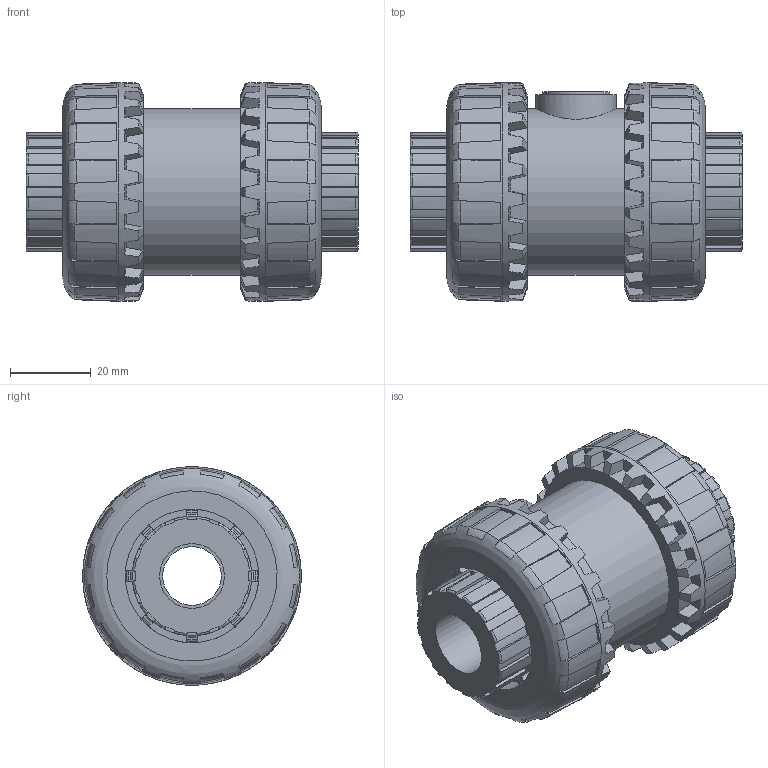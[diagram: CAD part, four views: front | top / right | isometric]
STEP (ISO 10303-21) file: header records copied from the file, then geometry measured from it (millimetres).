
FILE_DESCRIPTION(/* description */ (''),/* implementation_level */ '2;1');
FILE_NAME(/* name */ 'SXEIV016E.iam.stp',/* time_stamp */ '2013-10-01T10:25:23+02:00',/* author */ ('bfaro'),/* organization */ (''),/* preprocessor_version */ 'ST-DEVELOPER v15.2',/* originating_system */ 'Autodesk Inventor 2014',/* authorisation */ '');
FILE_SCHEMA (('AUTOMOTIVE_DESIGN { 1 0 10303 214 3 1 1 }'));
Length unit declared in the file: millimetre
Products named in the file (5): corpo valvola VEE 20; NTVXE020V; ENDIV016; Piastrina 20; SXEIV016E
Bounding box: 82 x 54 x 54 mm (x, y, z)
Volume: 104582.1 mm3; surface area: 38491.4 mm2
Topology: 6 solids, 6 shells, 723 faces, 2034 edges, 1335 vertices
Faces by surface type: plane 398, cone 130, cylinder 113, torus 82
Full cylindrical faces by diameter (mm): 14.5 x2, 16 x2, 16.6 x1, 20 x2, 33 x2, 36.8 x2, 41.1 x3
Entity records: 13062 total; most frequent: CARTESIAN_POINT 3117, ORIENTED_EDGE 2170, DIRECTION 2110, EDGE_CURVE 1069, AXIS2_PLACEMENT_3D 876, VERTEX_POINT 709, EDGE_LOOP 420, ADVANCED_FACE 391
